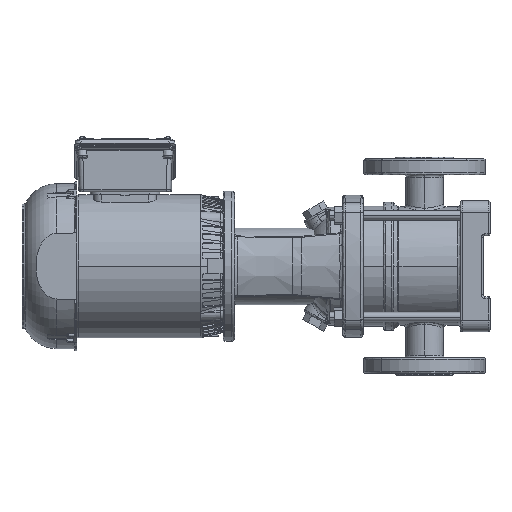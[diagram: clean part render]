
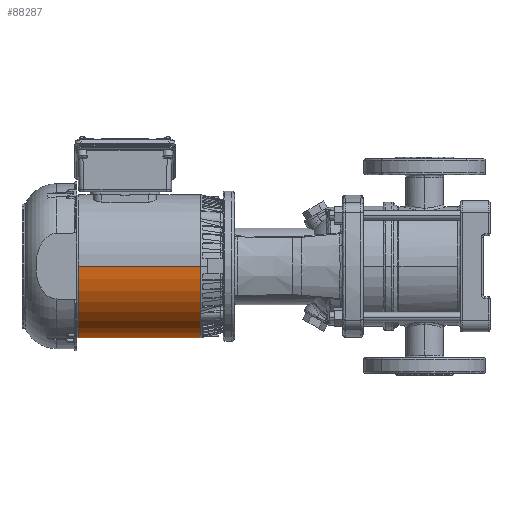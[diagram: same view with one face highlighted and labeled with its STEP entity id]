
A CAD part, left-side view. The second image highlights one B-rep face of the part: STEP entity #88287.
In plain terms, the highlighted cylindrical face has radius 81.875 mm (diameter 163.75 mm), a partial arc.
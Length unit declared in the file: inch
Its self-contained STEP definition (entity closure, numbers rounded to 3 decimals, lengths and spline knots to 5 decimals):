
#3460 = VECTOR ( 'NONE', #48035, 39.37008 ) ;
#4446 = DIRECTION ( 'NONE',  ( -1., 0., 0. ) ) ;
#5539 = CARTESIAN_POINT ( 'NONE',  ( -1.98416, -2.54755, 0. ) ) ;
#12376 = FACE_OUTER_BOUND ( 'NONE', #18319, .T. ) ;
#13878 = VECTOR ( 'NONE', #89028, 39.37008 ) ;
#16830 = VERTEX_POINT ( 'NONE', #31484 ) ;
#18319 = EDGE_LOOP ( 'NONE', ( #98329, #66599, #41478, #62241 ) ) ;
#24486 = DIRECTION ( 'NONE',  ( 0., 1., 0. ) ) ;
#25241 = EDGE_CURVE ( 'NONE', #48591, #51769, #87897, .T. ) ;
#29559 = EDGE_CURVE ( 'NONE', #32634, #51769, #67732, .T. ) ;
#30562 = CARTESIAN_POINT ( 'NONE',  ( 24.55814, 0.67588, -3.22343 ) ) ;
#31484 = CARTESIAN_POINT ( 'NONE',  ( -1.98416, 0.67588, -3.22343 ) ) ;
#32634 = VERTEX_POINT ( 'NONE', #84206 ) ;
#32936 = CARTESIAN_POINT ( 'NONE',  ( 3.52765, -2.54755, 0. ) ) ;
#37772 = CARTESIAN_POINT ( 'NONE',  ( 24.55814, 0.67588, 0. ) ) ;
#39432 = DIRECTION ( 'NONE',  ( 0., 0., 1. ) ) ;
#41478 = ORIENTED_EDGE ( 'NONE', *, *, #25241, .F. ) ;
#46221 = CYLINDRICAL_SURFACE ( 'NONE', #49367, 3.22343 ) ;
#48035 = DIRECTION ( 'NONE',  ( -1., 0., 0. ) ) ;
#48591 = VERTEX_POINT ( 'NONE', #5539 ) ;
#49367 = AXIS2_PLACEMENT_3D ( 'NONE', #37772, #4446, #39432 ) ;
#51769 = VERTEX_POINT ( 'NONE', #32936 ) ;
#58323 = DIRECTION ( 'NONE',  ( 1., 0., 0. ) ) ;
#62241 = ORIENTED_EDGE ( 'NONE', *, *, #75420, .T. ) ;
#64190 = AXIS2_PLACEMENT_3D ( 'NONE', #73037, #92235, #24486 ) ;
#66599 = ORIENTED_EDGE ( 'NONE', *, *, #29559, .T. ) ;
#67732 = CIRCLE ( 'NONE', #64190, 3.22343 ) ;
#73037 = CARTESIAN_POINT ( 'NONE',  ( 3.52765, 0.67588, 0. ) ) ;
#73580 = EDGE_CURVE ( 'NONE', #32634, #16830, #90957, .T. ) ;
#75420 = EDGE_CURVE ( 'NONE', #48591, #16830, #100652, .T. ) ;
#80790 = AXIS2_PLACEMENT_3D ( 'NONE', #101270, #58323, #92789 ) ;
#84206 = CARTESIAN_POINT ( 'NONE',  ( 3.52765, 0.67588, -3.22343 ) ) ;
#87897 = LINE ( 'NONE', #88458, #13878 ) ;
#88287 = ADVANCED_FACE ( 'NONE', ( #12376 ), #46221, .T. ) ;
#88458 = CARTESIAN_POINT ( 'NONE',  ( 24.55814, -2.54755, 0. ) ) ;
#89028 = DIRECTION ( 'NONE',  ( 1., 0., 0. ) ) ;
#90957 = LINE ( 'NONE', #30562, #3460 ) ;
#92235 = DIRECTION ( 'NONE',  ( -1., 0., 0. ) ) ;
#92789 = DIRECTION ( 'NONE',  ( 0., -1., 0. ) ) ;
#98329 = ORIENTED_EDGE ( 'NONE', *, *, #73580, .F. ) ;
#100652 = CIRCLE ( 'NONE', #80790, 3.22343 ) ;
#101270 = CARTESIAN_POINT ( 'NONE',  ( -1.98416, 0.67588, 0. ) ) ;
